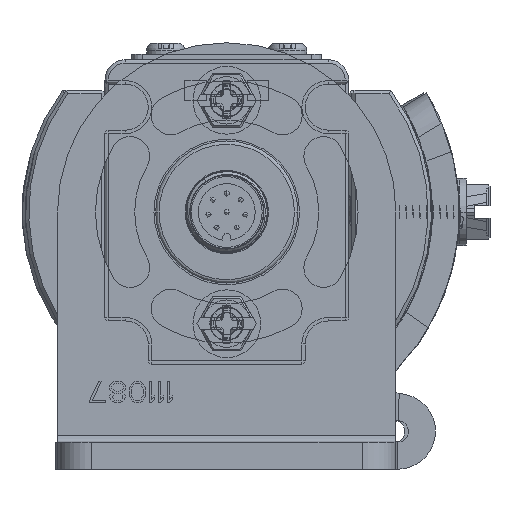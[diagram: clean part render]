
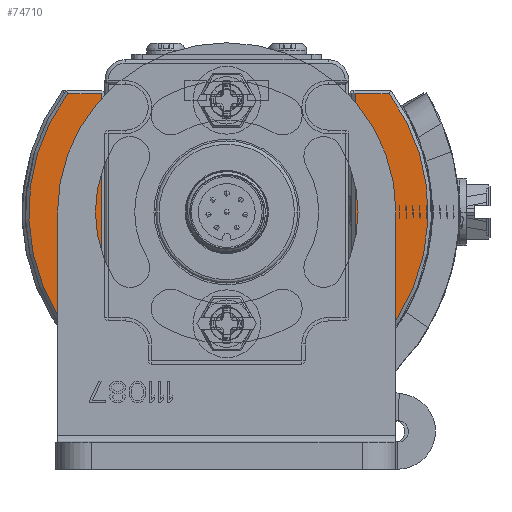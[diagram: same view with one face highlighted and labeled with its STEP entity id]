
A CAD part, front view. The second image highlights one B-rep face of the part: STEP entity #74710.
In plain terms, the highlighted face is planar.
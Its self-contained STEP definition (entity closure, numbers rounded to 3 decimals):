
#73695=DIRECTION('',(1.,0.,0.));
#73696=VECTOR('',#73695,37.);
#73697=CARTESIAN_POINT('',(-19.5,-18.75,-10.));
#73698=LINE('',#73697,#73696);
#73715=DIRECTION('',(0.,-1.,0.));
#73716=VECTOR('',#73715,4.999);
#73717=CARTESIAN_POINT('',(17.5,-18.75,-10.));
#73718=LINE('',#73717,#73716);
#73733=CARTESIAN_POINT('',(0.,0.,-10.));
#73734=DIRECTION('',(0.,0.,-1.));
#73735=DIRECTION('',(0.593,-0.805,0.));
#73736=AXIS2_PLACEMENT_3D('',#73733,#73734,#73735);
#74356=CARTESIAN_POINT('',(-19.5,15.25,-10.));
#74357=DIRECTION('',(0.,0.,1.));
#74358=DIRECTION('',(0.,1.,0.));
#74359=AXIS2_PLACEMENT_3D('',#74356,#74357,#74358);
#74361=DIRECTION('',(-1.,0.,0.));
#74362=VECTOR('',#74361,37.);
#74363=CARTESIAN_POINT('',(17.5,18.75,-10.));
#74364=LINE('',#74363,#74362);
#74377=DIRECTION('',(0.,-1.,0.));
#74378=VECTOR('',#74377,4.999);
#74379=CARTESIAN_POINT('',(17.5,23.749,-10.));
#74380=LINE('',#74379,#74378);
#74394=DIRECTION('',(0.,-1.,0.));
#74395=VECTOR('',#74394,30.5);
#74396=CARTESIAN_POINT('',(-23.,15.25,-10.));
#74397=LINE('',#74396,#74395);
#74415=CARTESIAN_POINT('',(-19.5,-15.25,-10.));
#74416=DIRECTION('',(0.,0.,1.));
#74417=DIRECTION('',(-1.,0.,0.));
#74418=AXIS2_PLACEMENT_3D('',#74415,#74416,#74417);
#74515=CARTESIAN_POINT('',(17.5,-23.749,-10.));
#74516=CARTESIAN_POINT('',(17.5,23.749,-10.));
#74517=VERTEX_POINT('',#74515);
#74518=VERTEX_POINT('',#74516);
#74519=CARTESIAN_POINT('',(17.5,18.75,-10.));
#74520=VERTEX_POINT('',#74519);
#74523=CARTESIAN_POINT('',(17.5,-18.75,-10.));
#74524=VERTEX_POINT('',#74523);
#74671=CARTESIAN_POINT('',(-19.5,18.75,-10.));
#74672=VERTEX_POINT('',#74671);
#74677=CARTESIAN_POINT('',(-23.,15.25,-10.));
#74678=VERTEX_POINT('',#74677);
#74679=CARTESIAN_POINT('',(-23.,-15.25,-10.));
#74680=VERTEX_POINT('',#74679);
#74685=CARTESIAN_POINT('',(-19.5,-18.75,-10.));
#74686=VERTEX_POINT('',#74685);
#74687=CARTESIAN_POINT('',(0.,0.,-10.));
#74688=DIRECTION('',(0.,0.,1.));
#74689=DIRECTION('',(1.,0.,0.));
#74690=AXIS2_PLACEMENT_3D('',#74687,#74688,#74689);
#74691=PLANE('',#74690);
#74693=ORIENTED_EDGE('',*,*,#74692,.F.);
#74695=ORIENTED_EDGE('',*,*,#74694,.F.);
#74697=ORIENTED_EDGE('',*,*,#74696,.F.);
#74699=ORIENTED_EDGE('',*,*,#74698,.F.);
#74701=ORIENTED_EDGE('',*,*,#74700,.F.);
#74703=ORIENTED_EDGE('',*,*,#74702,.F.);
#74705=ORIENTED_EDGE('',*,*,#74704,.F.);
#74707=ORIENTED_EDGE('',*,*,#74706,.F.);
#74708=EDGE_LOOP('',(#74693,#74695,#74697,#74699,#74701,#74703,#74705,#74707));
#74709=FACE_OUTER_BOUND('',#74708,.F.);
#74710=ADVANCED_FACE('',(#74709),#74691,.F.);
#73737=CIRCLE('',#73736,29.5);
#74360=CIRCLE('',#74359,3.5);
#74419=CIRCLE('',#74418,3.5);
#74692=EDGE_CURVE('',#74686,#74524,#73698,.T.);
#74694=EDGE_CURVE('',#74680,#74686,#74419,.T.);
#74696=EDGE_CURVE('',#74678,#74680,#74397,.T.);
#74698=EDGE_CURVE('',#74672,#74678,#74360,.T.);
#74700=EDGE_CURVE('',#74520,#74672,#74364,.T.);
#74702=EDGE_CURVE('',#74518,#74520,#74380,.T.);
#74704=EDGE_CURVE('',#74517,#74518,#73737,.T.);
#74706=EDGE_CURVE('',#74524,#74517,#73718,.T.);
